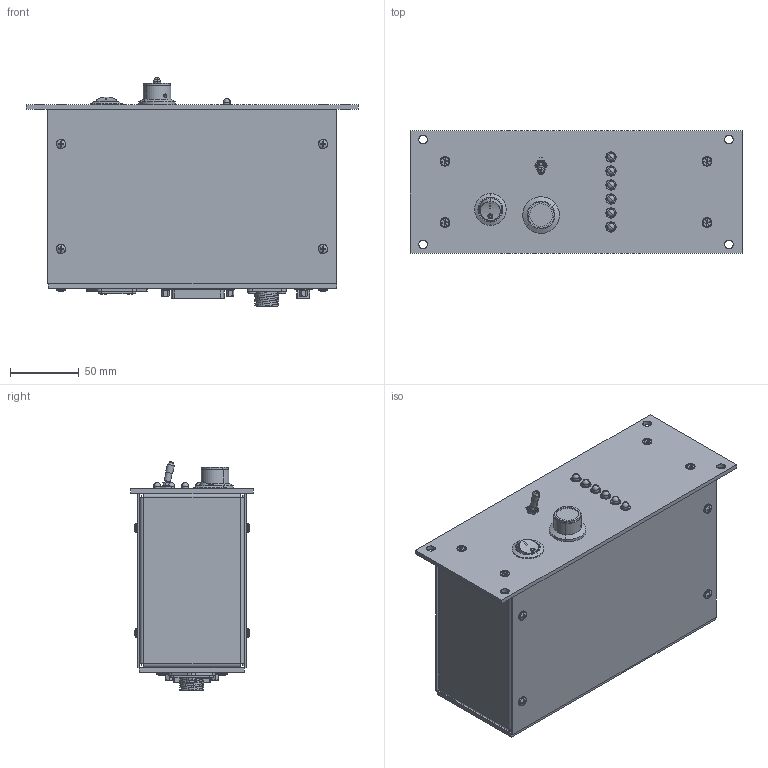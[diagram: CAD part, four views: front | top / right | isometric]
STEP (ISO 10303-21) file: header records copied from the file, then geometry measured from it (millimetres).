
FILE_DESCRIPTION (( 'STEP AP214' ), '1' );
FILE_NAME ('118005-X_ASSEMBLY_LINEAR_INDEXER_1-6-POCKET.STEP', '2020-08-03T13:25:27', ( 'admin' ), ( 'Microsoft' ), 'SwSTEP 2.0', 'SolidWorks 2016', '' );
FILE_SCHEMA (( 'AUTOMOTIVE_DESIGN' ));
Length unit declared in the file: inch
Products named in the file (1): 118005-X_ASSEMBLY_LINEAR_INDEXER_1-6-POCKET
Bounding box: 241.3 x 88.9 x 165.97 mm (x, y, z)
Surface area: 251832.6 mm2 (no closed solid volume)
Topology: 0 solids, 154 shells, 1606 faces, 7062 edges, 5499 vertices
Faces by surface type: plane 840, cylinder 491, cone 119, sphere 72, torus 71, bspline 13
Entity records: 107843 total; most frequent: CARTESIAN_POINT 32883, DIRECTION 10313, ORIENTED_EDGE 10103, EDGE_CURVE 6982, VERTEX_POINT 5459, AXIS2_PLACEMENT_3D 3475, LINE 3363, VECTOR 3363
